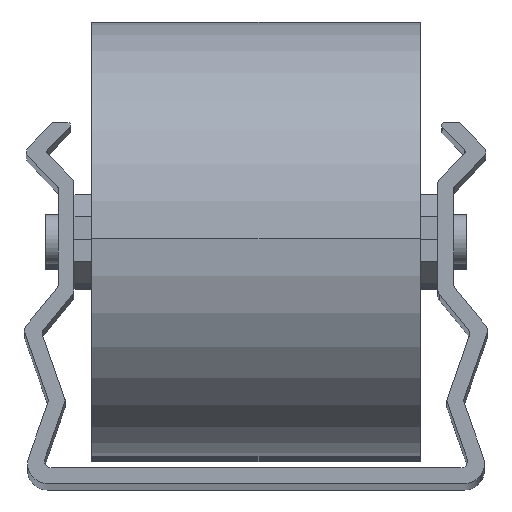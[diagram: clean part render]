
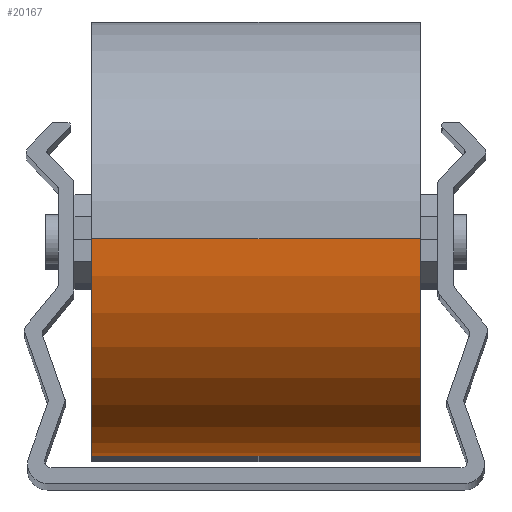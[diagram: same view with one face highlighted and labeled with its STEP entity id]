
A CAD part, top view. The second image highlights one B-rep face of the part: STEP entity #20167.
In plain terms, the highlighted cylindrical face has radius 16.5 mm (diameter 33 mm), a partial arc.
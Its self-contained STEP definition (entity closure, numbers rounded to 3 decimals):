
#58 = DIRECTION ( 'NONE',  ( 1., 0., 0. ) ) ;
#232 = CARTESIAN_POINT ( 'NONE',  ( 30.15, 18.619, -3.5 ) ) ;
#392 = DIRECTION ( 'NONE',  ( 1., 0., 0. ) ) ;
#441 = AXIS2_PLACEMENT_3D ( 'NONE', #5666, #12081, #10483 ) ;
#743 = EDGE_LOOP ( 'NONE', ( #12301, #19056, #15174, #14851 ) ) ;
#1012 = CARTESIAN_POINT ( 'NONE',  ( 5.15, 18.619, -20. ) ) ;
#1223 = CARTESIAN_POINT ( 'NONE',  ( 5.15, 18.619, -36.5 ) ) ;
#2276 = EDGE_CURVE ( 'NONE', #12037, #12088, #19835, .T. ) ;
#2738 = VECTOR ( 'NONE', #58, 1000. ) ;
#3021 = LINE ( 'NONE', #13125, #2738 ) ;
#4914 = CARTESIAN_POINT ( 'NONE',  ( 30.15, 18.619, -20. ) ) ;
#5219 = AXIS2_PLACEMENT_3D ( 'NONE', #1012, #18667, #7442 ) ;
#5456 = CARTESIAN_POINT ( 'NONE',  ( 5.15, 18.619, -36.5 ) ) ;
#5666 = CARTESIAN_POINT ( 'NONE',  ( 5.15, 18.619, -20. ) ) ;
#5670 = VERTEX_POINT ( 'NONE', #232 ) ;
#6420 = EDGE_CURVE ( 'NONE', #5670, #12088, #9568, .T. ) ;
#7236 = CYLINDRICAL_SURFACE ( 'NONE', #441, 16.5 ) ;
#7305 = CARTESIAN_POINT ( 'NONE',  ( 30.15, 18.619, -36.5 ) ) ;
#7442 = DIRECTION ( 'NONE',  ( 0., 0., -1. ) ) ;
#9568 = CIRCLE ( 'NONE', #13593, 16.5 ) ;
#9921 = CIRCLE ( 'NONE', #5219, 16.5 ) ;
#10483 = DIRECTION ( 'NONE',  ( 0., 0., -1. ) ) ;
#12037 = VERTEX_POINT ( 'NONE', #1223 ) ;
#12081 = DIRECTION ( 'NONE',  ( 1., 0., 0. ) ) ;
#12088 = VERTEX_POINT ( 'NONE', #7305 ) ;
#12301 = ORIENTED_EDGE ( 'NONE', *, *, #16786, .F. ) ;
#12476 = VECTOR ( 'NONE', #392, 1000. ) ;
#13125 = CARTESIAN_POINT ( 'NONE',  ( 5.15, 18.619, -3.5 ) ) ;
#13593 = AXIS2_PLACEMENT_3D ( 'NONE', #4914, #16454, #16134 ) ;
#14101 = EDGE_CURVE ( 'NONE', #20581, #12037, #9921, .T. ) ;
#14851 = ORIENTED_EDGE ( 'NONE', *, *, #6420, .F. ) ;
#15174 = ORIENTED_EDGE ( 'NONE', *, *, #2276, .T. ) ;
#16134 = DIRECTION ( 'NONE',  ( 0., 0., -1. ) ) ;
#16454 = DIRECTION ( 'NONE',  ( 1., 0., 0. ) ) ;
#16786 = EDGE_CURVE ( 'NONE', #20581, #5670, #3021, .T. ) ;
#18667 = DIRECTION ( 'NONE',  ( 1., 0., 0. ) ) ;
#18779 = CARTESIAN_POINT ( 'NONE',  ( 5.15, 18.619, -3.5 ) ) ;
#19056 = ORIENTED_EDGE ( 'NONE', *, *, #14101, .T. ) ;
#19819 = FACE_OUTER_BOUND ( 'NONE', #743, .T. ) ;
#19835 = LINE ( 'NONE', #5456, #12476 ) ;
#20167 = ADVANCED_FACE ( 'NONE', ( #19819 ), #7236, .T. ) ;
#20581 = VERTEX_POINT ( 'NONE', #18779 ) ;
